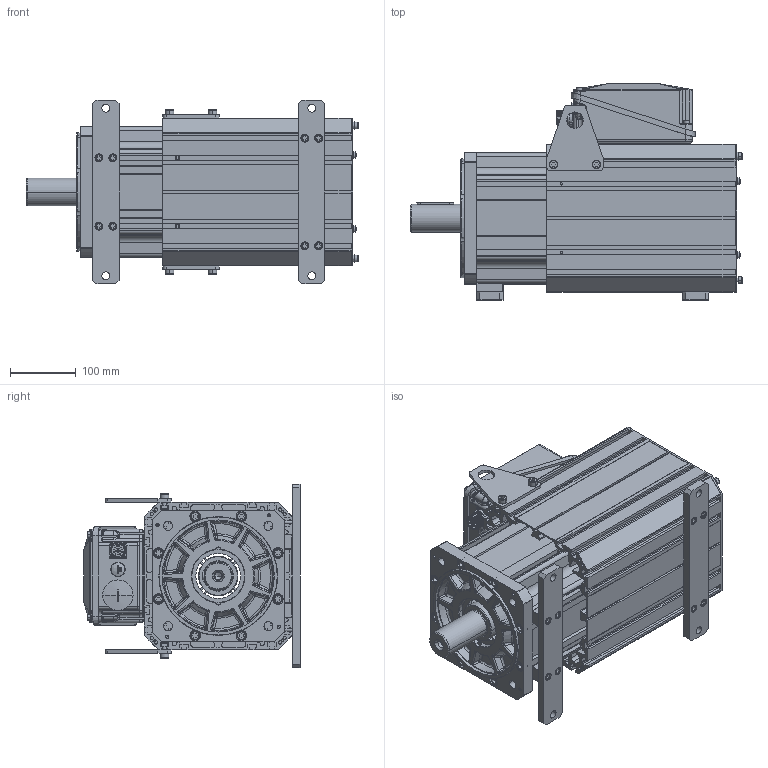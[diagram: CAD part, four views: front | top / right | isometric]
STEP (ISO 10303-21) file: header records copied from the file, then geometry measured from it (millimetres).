
FILE_DESCRIPTION((''),'2;1');
FILE_NAME('69848N-2_SW0001','2020-09-14T',('shenxuxiang'),(''),'PRO/ENGINEER BY PARAMETRIC TECHNOLOGY CORPORATION, 2010430','PRO/ENGINEER BY PARAMETRIC TECHNOLOGY CORPORATION, 2010430','');
FILE_SCHEMA(('CONFIG_CONTROL_DESIGN'));
Products named in the file (1): 69848N-2_SW0001
Bounding box: 503.1 x 327.51 x 278 mm (x, y, z)
Volume: 5534615.8 mm3; surface area: 1889063.1 mm2
Topology: 17 solids, 17 shells, 3282 faces, 8486 edges, 5298 vertices
Faces by surface type: plane 1478, cylinder 915, bspline 382, torus 215, cone 212, sphere 57, extrusion 23
Entity records: 159710 total; most frequent: CARTESIAN_POINT 81526, ORIENTED_EDGE 16876, DIRECTION 15449, EDGE_CURVE 8438, AXIS2_PLACEMENT_3D 5389, VERTEX_POINT 5297, VECTOR 4671, LINE 4648
